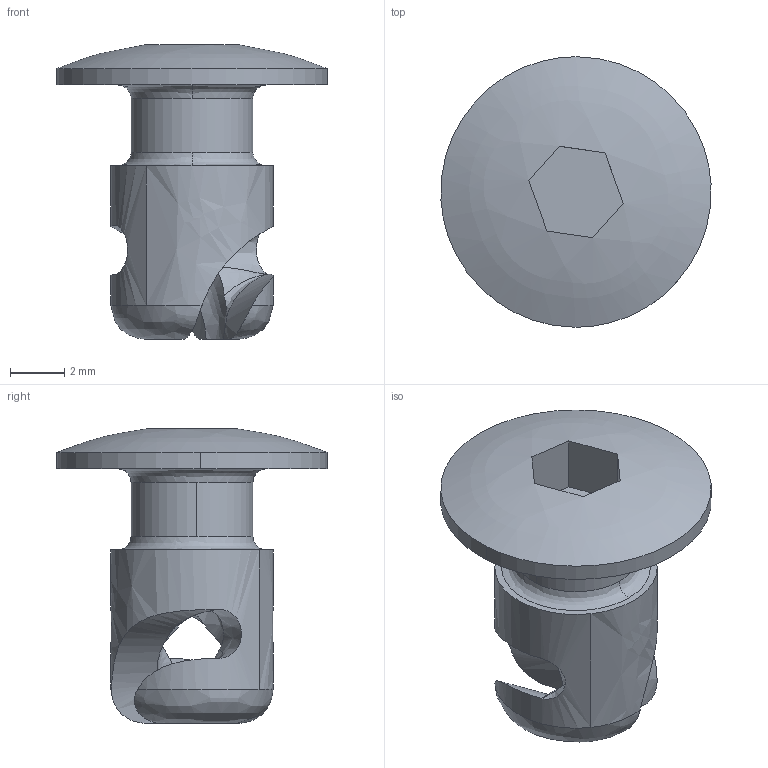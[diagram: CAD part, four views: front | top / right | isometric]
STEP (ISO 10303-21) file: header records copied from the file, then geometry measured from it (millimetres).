
FILE_DESCRIPTION((''),'2;1');
FILE_NAME('','2007-12-14T10:34:57',(''),(''),'','CADfix','');
FILE_SCHEMA(('AUTOMOTIVE_DESIGN { 1 0 10303 214 1 1 1 1 }'));
Length unit declared in the file: millimetre
Bounding box: 9.98 x 10 x 10.87 mm (x, y, z)
Volume: 225.1 mm3; surface area: 418 mm2
Topology: 1 solids, 1 shells, 41 faces, 114 edges, 78 vertices
Faces by surface type: bspline 41
Entity records: 4272 total; most frequent: CARTESIAN_POINT 3611, ORIENTED_EDGE 228, EDGE_CURVE 114, VERTEX_POINT 78, EDGE_LOOP 44, B_SPLINE_CURVE_WITH_KNOTS 43, FACE_OUTER_BOUND 41, ADVANCED_FACE 41
